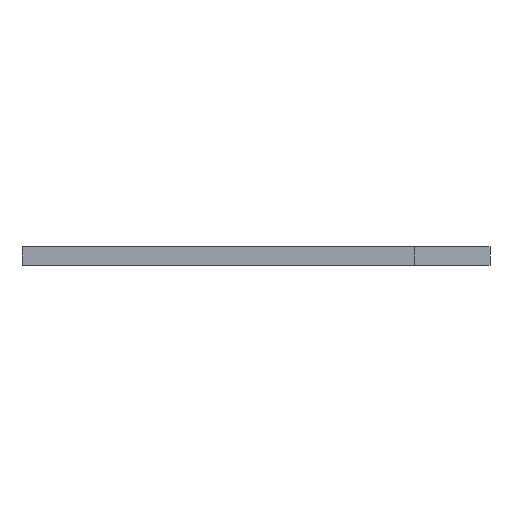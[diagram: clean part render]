
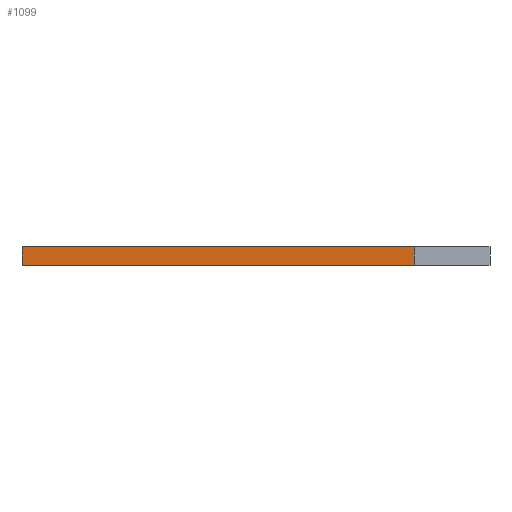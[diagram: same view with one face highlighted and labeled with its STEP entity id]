
A CAD part, left-side view. The second image highlights one B-rep face of the part: STEP entity #1099.
In plain terms, the highlighted planar face has unit normal (-1, 0, 0).
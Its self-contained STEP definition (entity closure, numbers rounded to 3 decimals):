
#117 = CARTESIAN_POINT ( 'NONE',  ( 0., 37., 1.5 ) ) ;
#120 = DIRECTION ( 'NONE',  ( 0., 0., -1. ) ) ;
#121 = DIRECTION ( 'NONE',  ( 0., 0., -1. ) ) ;
#124 = DIRECTION ( 'NONE',  ( 0., -1., 0. ) ) ;
#134 = CARTESIAN_POINT ( 'NONE',  ( 0., 6., 1.5 ) ) ;
#154 = CARTESIAN_POINT ( 'NONE',  ( 0., 6., 0. ) ) ;
#156 = CARTESIAN_POINT ( 'NONE',  ( 0., 37., 1.5 ) ) ;
#167 = CARTESIAN_POINT ( 'NONE',  ( 0., 6., 0. ) ) ;
#231 = CARTESIAN_POINT ( 'NONE',  ( 0., 6., 1.5 ) ) ;
#235 = CARTESIAN_POINT ( 'NONE',  ( 0., 6., 1.5 ) ) ;
#240 = DIRECTION ( 'NONE',  ( 0., -1., 0. ) ) ;
#261 = CARTESIAN_POINT ( 'NONE',  ( 0., 37., 0. ) ) ;
#279 = CARTESIAN_POINT ( 'NONE',  ( 0., 6., 1.5 ) ) ;
#288 = DIRECTION ( 'NONE',  ( 1., 0., 0. ) ) ;
#289 = PLANE ( 'NONE',  #1250 ) ;
#307 = DIRECTION ( 'NONE',  ( 0., 0., -1. ) ) ;
#474 = EDGE_CURVE ( 'NONE', #764, #744, #899, .T. ) ;
#483 = EDGE_CURVE ( 'NONE', #729, #764, #971, .T. ) ;
#484 = EDGE_CURVE ( 'NONE', #743, #744, #998, .T. ) ;
#680 = EDGE_LOOP ( 'NONE', ( #709, #814, #772, #712 ) ) ;
#709 = ORIENTED_EDGE ( 'NONE', *, *, #474, .T. ) ;
#712 = ORIENTED_EDGE ( 'NONE', *, *, #483, .T. ) ;
#729 = VERTEX_POINT ( 'NONE', #156 ) ;
#743 = VERTEX_POINT ( 'NONE', #231 ) ;
#744 = VERTEX_POINT ( 'NONE', #167 ) ;
#764 = VERTEX_POINT ( 'NONE', #261 ) ;
#772 = ORIENTED_EDGE ( 'NONE', *, *, #1080, .F. ) ;
#814 = ORIENTED_EDGE ( 'NONE', *, *, #484, .F. ) ;
#899 = LINE ( 'NONE', #154, #906 ) ;
#906 = VECTOR ( 'NONE', #124, 1000. ) ;
#956 = VECTOR ( 'NONE', #120, 1000. ) ;
#962 = VECTOR ( 'NONE', #121, 1000. ) ;
#966 = LINE ( 'NONE', #235, #972 ) ;
#971 = LINE ( 'NONE', #117, #956 ) ;
#972 = VECTOR ( 'NONE', #240, 1000. ) ;
#998 = LINE ( 'NONE', #134, #962 ) ;
#1034 = FACE_OUTER_BOUND ( 'NONE', #680, .T. ) ;
#1080 = EDGE_CURVE ( 'NONE', #729, #743, #966, .T. ) ;
#1099 = ADVANCED_FACE ( 'NONE', ( #1034 ), #289, .F. ) ;
#1250 = AXIS2_PLACEMENT_3D ( 'NONE', #279, #288, #307 ) ;
